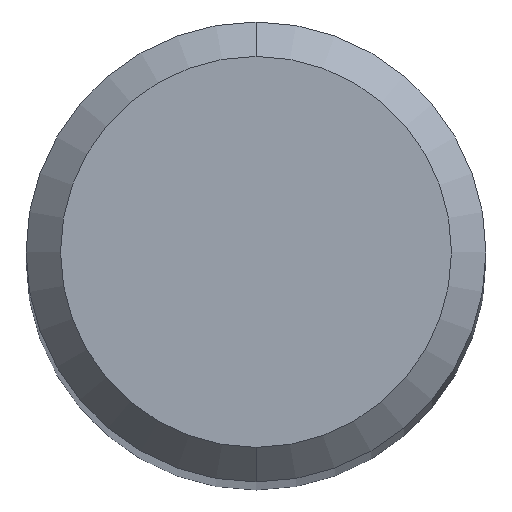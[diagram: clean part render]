
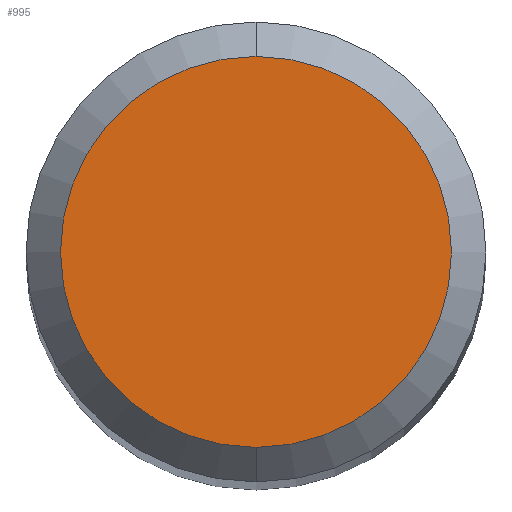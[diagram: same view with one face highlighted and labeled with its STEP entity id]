
A CAD part, top view. The second image highlights one B-rep face of the part: STEP entity #995.
In plain terms, the highlighted planar face has unit normal (0, 0, 1).
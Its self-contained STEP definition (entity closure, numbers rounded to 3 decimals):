
#451=EDGE_CURVE('',#493,#927,#1213,.T.);
#493=VERTEX_POINT('',#1256);
#927=VERTEX_POINT('',#1719);
#995=ADVANCED_FACE('',(#1794),#1795,.T.);
#1093=EDGE_CURVE('',#927,#493,#1907,.T.);
#1213=CIRCLE('',#2098,1.7);
#1256=CARTESIAN_POINT('',(0.,-1.7,0.0));
#1719=CARTESIAN_POINT('',(0.0,1.7,0.0));
#1794=FACE_OUTER_BOUND('',#4019,.T.);
#1795=PLANE('',#4020);
#1907=CIRCLE('',#4504,1.7);
#2098=AXIS2_PLACEMENT_3D('',#4676,#4677,#4678);
#4019=EDGE_LOOP('',(#5174,#5175));
#4020=AXIS2_PLACEMENT_3D('',#5176,#5177,#5178);
#4504=AXIS2_PLACEMENT_3D('',#5341,#5342,#5343);
#4676=CARTESIAN_POINT('',(0.0,0.0,0.0));
#4677=DIRECTION('',(0.0,0.0,-1.0));
#4678=DIRECTION('',(0.0,1.0,0.0));
#5174=ORIENTED_EDGE('',*,*,#1093,.F.);
#5175=ORIENTED_EDGE('',*,*,#451,.F.);
#5176=CARTESIAN_POINT('',(0.0,0.85,0.0));
#5177=DIRECTION('',(-0.0,0.0,1.0));
#5178=DIRECTION('',(0.0,-1.0,0.0));
#5341=CARTESIAN_POINT('',(0.0,0.0,0.0));
#5342=DIRECTION('',(0.0,0.0,-1.0));
#5343=DIRECTION('',(0.0,1.0,0.0));
